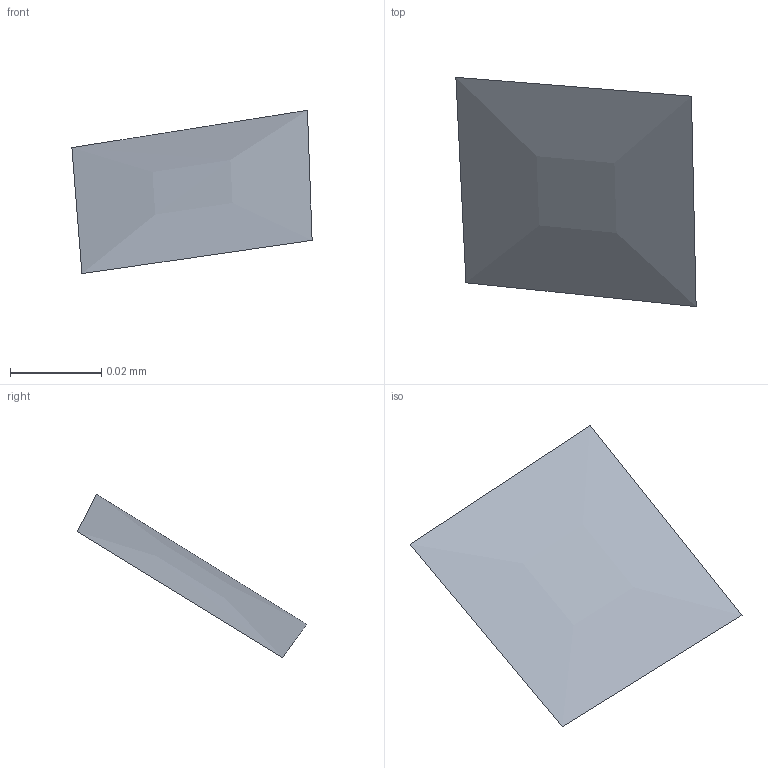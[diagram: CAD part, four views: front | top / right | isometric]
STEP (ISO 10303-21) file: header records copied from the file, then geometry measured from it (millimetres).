
FILE_DESCRIPTION(('Shape Data from Truck'), '2;1');
FILE_NAME('simple_cube_single_patch.step', '2025-07-27 10:38:20.426987909', (('')), (('')), 'truck', '', '');
FILE_SCHEMA(('ISO-10303-042'));
Length unit declared in the file: millimetre
Bounding box: 0.05 x 0.05 x 0.04 mm (x, y, z)
Surface area: 0 mm2 (no closed solid volume)
Topology: 0 solids, 1 shells, 1 faces, 4 edges, 4 vertices
Faces by surface type: bspline 1
Entity records: 61 total; most frequent: CARTESIAN_POINT 28, ORIENTED_EDGE 4, EDGE_CURVE 4, VERTEX_POINT 4, B_SPLINE_CURVE_WITH_KNOTS 4, APPLICATION_PROTOCOL_DEFINITION 1, APPLICATION_CONTEXT 1, SHAPE_DEFINITION_REPRESENTATION 1
